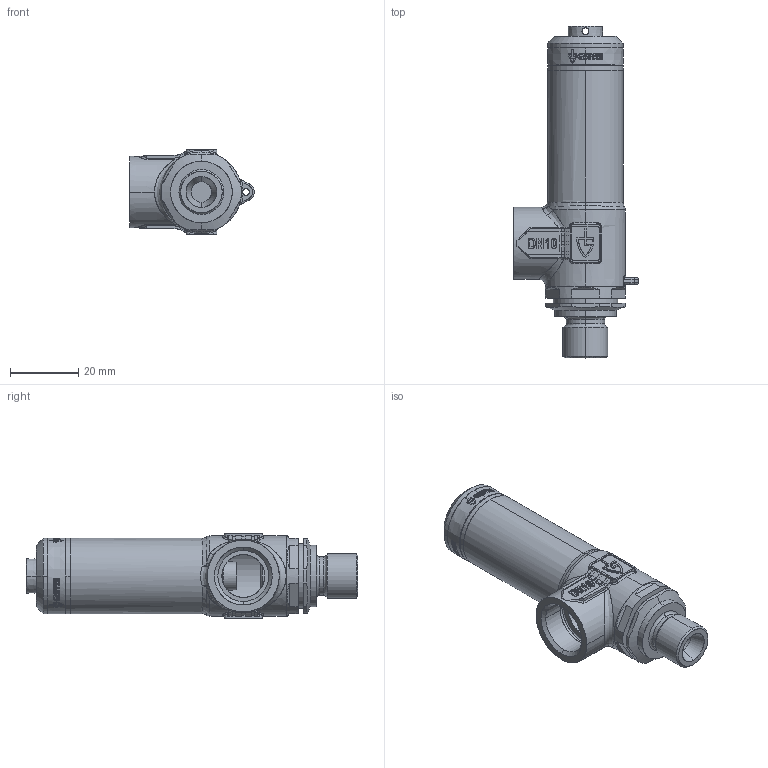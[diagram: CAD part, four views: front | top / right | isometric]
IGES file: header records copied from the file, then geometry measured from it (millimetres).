
Start section: SolidWorks IGES file using analytic representation for surfaces
Global section: file name: 2400tGFO-8-m+f-08+10.IGS; native system: SolidWorks 2016; preprocessor: SolidWorks 2016; author: Hildenbrand; date: 160725.093019; units: millimetre
Bounding box: 36.5 x 97 x 24.6 mm (x, y, z)
Surface area: 17371.4 mm2 (no closed solid volume)
Topology: 0 solids, 0 shells, 617 faces, 8043 edges, 8027 vertices
Faces by surface type: bspline 351, revolution 266
